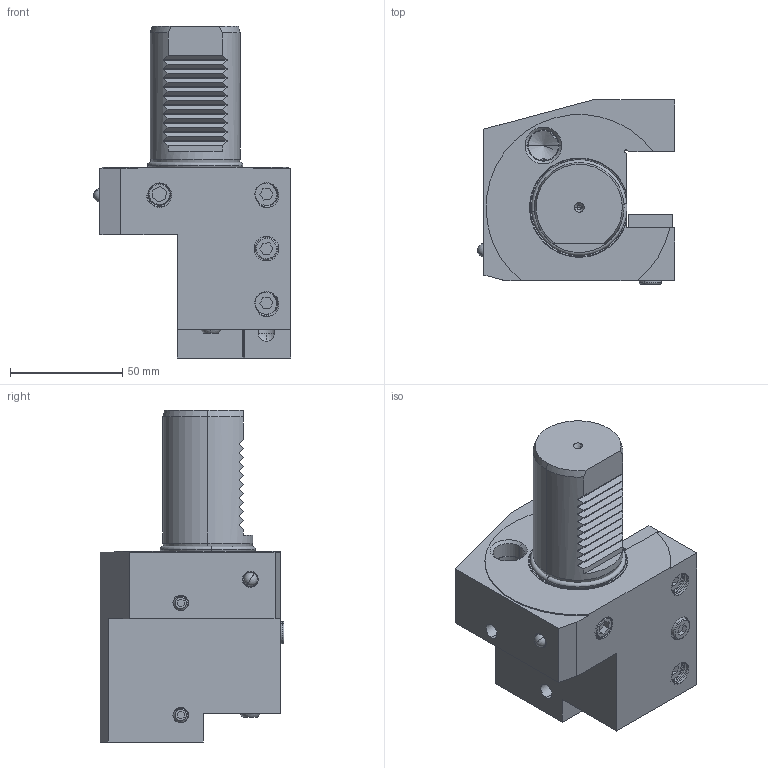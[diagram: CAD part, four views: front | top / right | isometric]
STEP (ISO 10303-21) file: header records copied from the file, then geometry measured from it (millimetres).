
FILE_DESCRIPTION (( 'STEP AP203' ), '1' );
FILE_NAME ('509.41.32.IK.STEP', '2017-12-26T06:59:49', ( '' ), ( '' ), 'SwSTEP 2.0', 'SolidWorks 2012', '' );
FILE_SCHEMA (( 'CONFIG_CONTROL_DESIGN' ));
Products named in the file (14): M6螺絲投; 509.41.32.IK; 2-441010041A7止水鉚珠; O型環8; 管螺文螺絲; 皿頭_M4xP0.7x8L; 18x7.8; M12平頭螺絲; O型環38.7; 2-44100006N4出水銅嘴; M6x25; M8尖頭螺絲; VDI40    C1; 72.5x20x6
Assembly tree (17 placements, depth 2):
  509.41.32.IK
    VDI40    C1
    72.5x20x6
    M8尖頭螺絲  x2
    M6x25
    2-44100006N4出水銅嘴
    M12平頭螺絲  x2
    18x7.8
    O型環38.7
    皿頭_M4xP0.7x8L
    管螺文螺絲
    2-441010041A7止水鉚珠
    O型環8
    M6螺絲投  x3
Bounding box: 87.87 x 82 x 148 mm (x, y, z)
Volume: 405020.2 mm3; surface area: 70369.8 mm2
Topology: 18 solids, 18 shells, 837 faces, 2250 edges, 1441 vertices
Faces by surface type: cylinder 399, cone 212, plane 155, bspline 46, torus 17, sphere 8
Entity records: 67307 total; most frequent: CARTESIAN_POINT 50382, ORIENTED_EDGE 3712, DIRECTION 2709, EDGE_CURVE 1856, VERTEX_POINT 1189, AXIS2_PLACEMENT_3D 997, EDGE_LOOP 735, VECTOR 715
